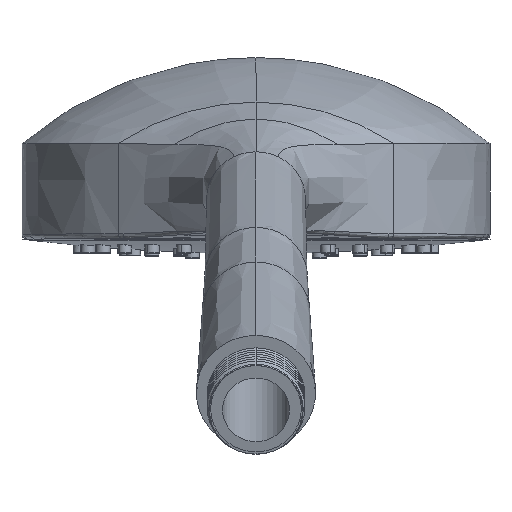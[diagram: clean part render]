
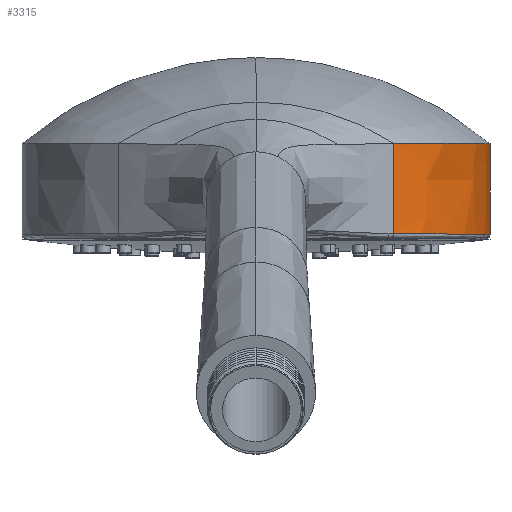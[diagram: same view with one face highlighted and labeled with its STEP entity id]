
A CAD part, top view. The second image highlights one B-rep face of the part: STEP entity #3315.
In plain terms, the highlighted free-form (B-spline) face has degree [5, 5] with [6, 6] control points.
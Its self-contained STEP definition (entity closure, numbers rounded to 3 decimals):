
#675=DIRECTION('',(0.,1.,0.));
#676=VECTOR('',#675,18.948);
#677=CARTESIAN_POINT('',(28.801,-18.948,39.642));
#678=LINE('',#677,#676);
#689=CARTESIAN_POINT('',(49.,-18.982,0.084));
#690=CARTESIAN_POINT('',(49.,-18.982,0.056));
#691=CARTESIAN_POINT('',(49.,-18.982,0.028));
#692=CARTESIAN_POINT('',(49.,-18.982,0.));
#694=CARTESIAN_POINT('',(28.801,-18.948,39.642));
#695=CARTESIAN_POINT('',(29.698,-18.95,38.99));
#696=CARTESIAN_POINT('',(31.5,-18.954,37.585));
#697=CARTESIAN_POINT('',(34.111,-18.959,35.243));
#698=CARTESIAN_POINT('',(36.841,-18.963,32.39));
#699=CARTESIAN_POINT('',(39.384,-18.967,29.249));
#700=CARTESIAN_POINT('',(41.741,-18.97,25.778));
#701=CARTESIAN_POINT('',(43.744,-18.972,22.192));
#702=CARTESIAN_POINT('',(45.281,-18.974,18.828));
#703=CARTESIAN_POINT('',(46.44,-18.976,15.732));
#704=CARTESIAN_POINT('',(47.317,-18.977,12.84));
#705=CARTESIAN_POINT('',(47.967,-18.978,10.119));
#706=CARTESIAN_POINT('',(48.416,-18.979,7.667));
#707=CARTESIAN_POINT('',(48.725,-18.98,5.351));
#708=CARTESIAN_POINT('',(48.936,-18.981,2.925));
#709=CARTESIAN_POINT('',(48.998,-18.982,1.061));
#710=CARTESIAN_POINT('',(49.,-18.982,0.084));
#712=DIRECTION('',(0.,1.,0.));
#713=VECTOR('',#712,18.982);
#714=CARTESIAN_POINT('',(49.,-18.982,0.));
#715=LINE('',#714,#713);
#726=CARTESIAN_POINT('',(49.,-18.982,0.));
#863=CARTESIAN_POINT('',(28.801,0.,39.642));
#864=CARTESIAN_POINT('',(30.362,0.,38.508));
#865=CARTESIAN_POINT('',(33.346,0.001,36.057));
#866=CARTESIAN_POINT('',(38.711,0.,30.475));
#867=CARTESIAN_POINT('',(44.081,0.001,22.415));
#868=CARTESIAN_POINT('',(47.087,0.001,14.253));
#869=CARTESIAN_POINT('',(48.265,0.001,8.611));
#870=CARTESIAN_POINT('',(48.688,0.001,5.759));
#871=CARTESIAN_POINT('',(48.942,0.001,2.886));
#872=CARTESIAN_POINT('',(49.,0.,
0.962));
#873=CARTESIAN_POINT('',(49.,0.,0.));
#1441=VERTEX_POINT('',#863);
#1442=VERTEX_POINT('',#873);
#1499=VERTEX_POINT('',#726);
#1501=VERTEX_POINT('',#689);
#1503=VERTEX_POINT('',#694);
#3268=CARTESIAN_POINT('',(28.049,-20.,40.178));
#3269=CARTESIAN_POINT('',(35.925,-20.,34.679));
#3270=CARTESIAN_POINT('',(42.455,-20.,27.251));
#3271=CARTESIAN_POINT('',(46.999,-20.,18.329));
#3272=CARTESIAN_POINT('',(49.172,-20.,8.68));
#3273=CARTESIAN_POINT('',(48.991,-20.,-0.924));
#3274=CARTESIAN_POINT('',(28.049,-15.924,40.178));
#3275=CARTESIAN_POINT('',(35.925,-15.924,34.679));
#3276=CARTESIAN_POINT('',(42.455,-15.924,27.251));
#3277=CARTESIAN_POINT('',(46.999,-15.924,18.329));
#3278=CARTESIAN_POINT('',(49.172,-15.924,8.68));
#3279=CARTESIAN_POINT('',(48.991,-15.924,
-0.924));
#3280=CARTESIAN_POINT('',(28.049,-11.848,40.178));
#3281=CARTESIAN_POINT('',(35.925,-11.848,34.679));
#3282=CARTESIAN_POINT('',(42.455,-11.848,27.251));
#3283=CARTESIAN_POINT('',(46.999,-11.848,18.329));
#3284=CARTESIAN_POINT('',(49.172,-11.848,8.68));
#3285=CARTESIAN_POINT('',(48.991,-11.848,
-0.924));
#3286=CARTESIAN_POINT('',(28.049,-7.771,40.178));
#3287=CARTESIAN_POINT('',(35.925,-7.771,34.679));
#3288=CARTESIAN_POINT('',(42.455,-7.771,27.251));
#3289=CARTESIAN_POINT('',(46.999,-7.771,18.329));
#3290=CARTESIAN_POINT('',(49.172,-7.771,8.68));
#3291=CARTESIAN_POINT('',(48.991,-7.771,
-0.924));
#3292=CARTESIAN_POINT('',(28.049,-3.695,40.178));
#3293=CARTESIAN_POINT('',(35.925,-3.695,34.679));
#3294=CARTESIAN_POINT('',(42.455,-3.695,27.251));
#3295=CARTESIAN_POINT('',(46.999,-3.695,18.329));
#3296=CARTESIAN_POINT('',(49.172,-3.695,8.68));
#3297=CARTESIAN_POINT('',(48.991,-3.695,
-0.924));
#3298=CARTESIAN_POINT('',(28.049,0.381,40.178));
#3299=CARTESIAN_POINT('',(35.925,0.381,34.679));
#3300=CARTESIAN_POINT('',(42.455,0.381,27.251));
#3301=CARTESIAN_POINT('',(46.999,0.381,18.329));
#3302=CARTESIAN_POINT('',(49.172,0.381,8.68));
#3303=CARTESIAN_POINT('',(48.991,0.381,
-0.924));
#3304=B_SPLINE_SURFACE_WITH_KNOTS('',5,5,((#3268,#3269,#3270,#3271,#3272,#3273),
(#3274,#3275,#3276,#3277,#3278,#3279),(#3280,#3281,#3282,#3283,#3284,#3285),(
#3286,#3287,#3288,#3289,#3290,#3291),(#3292,#3293,#3294,#3295,#3296,#3297),(
#3298,#3299,#3300,#3301,#3302,#3303)),.UNSPECIFIED.,.F.,.F.,.F.,(6,6),(6,6),(
0.,1.019),(-0.007,0.382),.UNSPECIFIED.);
#3306=ORIENTED_EDGE('',*,*,#3305,.F.);
#3307=ORIENTED_EDGE('',*,*,#3258,.F.);
#3308=ORIENTED_EDGE('',*,*,#3133,.T.);
#3310=ORIENTED_EDGE('',*,*,#3309,.T.);
#3312=ORIENTED_EDGE('',*,*,#3311,.F.);
#3313=EDGE_LOOP('',(#3306,#3307,#3308,#3310,#3312));
#3314=FACE_OUTER_BOUND('',#3313,.F.);
#3315=ADVANCED_FACE('',(#3314),#3304,.F.);
#693=B_SPLINE_CURVE_WITH_KNOTS('',3,(#689,#690,#691,#692),.UNSPECIFIED.,.F.,.F.,
(4,4),(0.,1.),.UNSPECIFIED.);
#711=B_SPLINE_CURVE_WITH_KNOTS('',3,(#694,#695,#696,#697,#698,#699,#700,#701,
#702,#703,#704,#705,#706,#707,#708,#709,#710),.UNSPECIFIED.,.F.,.F.,(4,1,1,1,1,
1,1,1,1,1,1,1,1,1,4),(0.,0.071,0.143,
0.214,0.286,0.357,0.429,0.5,
0.571,0.643,0.714,0.786,
0.857,0.929,1.),.UNSPECIFIED.);
#874=B_SPLINE_CURVE_WITH_KNOTS('',3,(#863,#864,#865,#866,#867,#868,#869,#870,
#871,#872,#873),.UNSPECIFIED.,.F.,.F.,(4,1,1,1,1,1,1,1,4),(0.,
0.125,0.25,0.5,0.75,
0.813,0.875,0.938,1.),.UNSPECIFIED.);
#3133=EDGE_CURVE('',#1503,#1441,#678,.T.);
#3258=EDGE_CURVE('',#1503,#1501,#711,.T.);
#3305=EDGE_CURVE('',#1501,#1499,#693,.T.);
#3309=EDGE_CURVE('',#1441,#1442,#874,.T.);
#3311=EDGE_CURVE('',#1499,#1442,#715,.T.);
